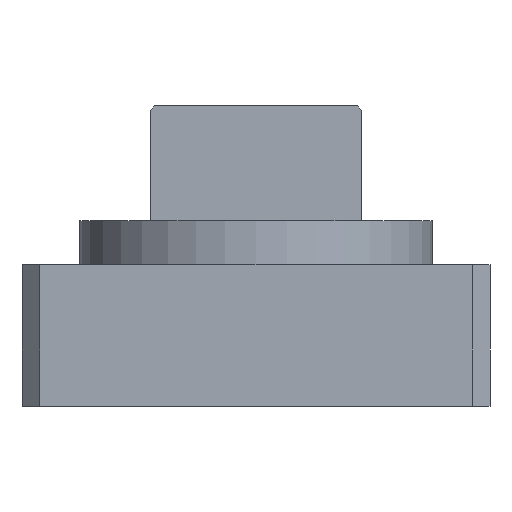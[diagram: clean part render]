
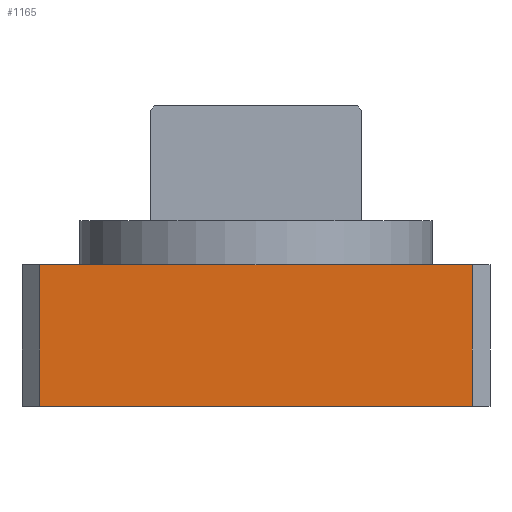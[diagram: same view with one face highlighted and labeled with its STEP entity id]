
A CAD part, front view. The second image highlights one B-rep face of the part: STEP entity #1165.
In plain terms, the highlighted planar face has unit normal (0, -1, 0).
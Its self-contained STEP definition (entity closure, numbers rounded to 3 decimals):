
#92=LINE('',#2009,#174);
#97=LINE('',#2019,#179);
#105=LINE('',#2034,#187);
#114=LINE('',#2056,#196);
#174=VECTOR('',#1648,10.);
#179=VECTOR('',#1655,10.);
#187=VECTOR('',#1669,10.);
#196=VECTOR('',#1696,10.);
#301=FACE_OUTER_BOUND('',#384,.T.);
#384=EDGE_LOOP('',(#1016,#1017,#1018,#1019));
#561=VERTEX_POINT('',#2002);
#564=VERTEX_POINT('',#2007);
#568=VERTEX_POINT('',#2017);
#572=VERTEX_POINT('',#2032);
#708=EDGE_CURVE('',#564,#561,#92,.T.);
#713=EDGE_CURVE('',#564,#568,#97,.T.);
#721=EDGE_CURVE('',#572,#568,#105,.T.);
#732=EDGE_CURVE('',#561,#572,#114,.T.);
#1016=ORIENTED_EDGE('',*,*,#708,.F.);
#1017=ORIENTED_EDGE('',*,*,#713,.T.);
#1018=ORIENTED_EDGE('',*,*,#721,.F.);
#1019=ORIENTED_EDGE('',*,*,#732,.F.);
#1108=PLANE('',#1351);
#1165=ADVANCED_FACE('',(#301),#1108,.T.);
#1351=AXIS2_PLACEMENT_3D('',#2055,#1694,#1695);
#1648=DIRECTION('',(0.,0.,1.));
#1655=DIRECTION('',(1.,0.,0.));
#1669=DIRECTION('',(0.,0.,-1.));
#1694=DIRECTION('center_axis',(0.,-1.,0.));
#1695=DIRECTION('ref_axis',(1.,0.,0.));
#1696=DIRECTION('',(1.,0.,0.));
#2002=CARTESIAN_POINT('',(-24.5,-22.5,16.));
#2007=CARTESIAN_POINT('',(-24.5,-22.5,0.));
#2009=CARTESIAN_POINT('',(-24.5,-22.5,0.));
#2017=CARTESIAN_POINT('',(24.5,-22.5,0.));
#2019=CARTESIAN_POINT('',(-26.5,-22.5,0.));
#2032=CARTESIAN_POINT('',(24.5,-22.5,16.));
#2034=CARTESIAN_POINT('',(24.5,-22.5,0.));
#2055=CARTESIAN_POINT('Origin',(-26.5,-22.5,0.));
#2056=CARTESIAN_POINT('',(-26.5,-22.5,16.));
